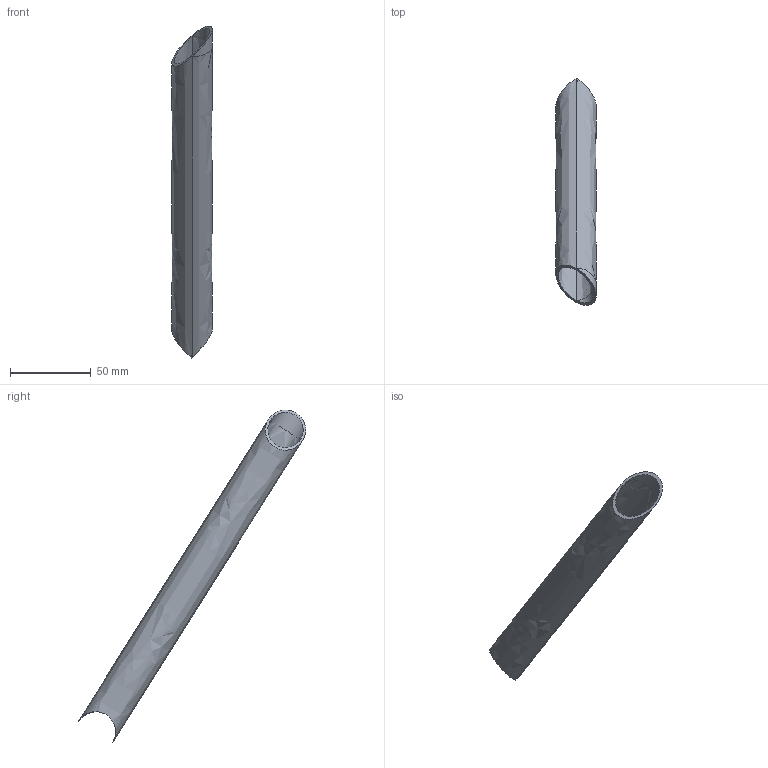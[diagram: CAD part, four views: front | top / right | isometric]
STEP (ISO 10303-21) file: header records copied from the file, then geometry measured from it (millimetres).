
FILE_DESCRIPTION(('CATIA V5 STEP Exchange'),'2;1');
FILE_NAME('12.stp','2018-12-01T17:20:37+00:00',('none'),('none'),'CATIA Version 5 Release 19 SP 2 (IN-10)','CATIA V5 STEP AP203','none');
FILE_SCHEMA(('CONFIG_CONTROL_DESIGN'));
Length unit declared in the file: millimetre
Products named in the file (1): Symmetry of Shape_725
Bounding box: 25 x 140.68 x 205.7 mm (x, y, z)
Volume: 23467.7 mm3; surface area: 31657.8 mm2
Topology: 1 solids, 1 shells, 15 faces, 38 edges, 24 vertices
Faces by surface type: bspline 8, cylinder 6, plane 1
Entity records: 936 total; most frequent: CARTESIAN_POINT 632, ORIENTED_EDGE 76, EDGE_CURVE 38, B_SPLINE_CURVE_WITH_KNOTS 24, VERTEX_POINT 24, DIRECTION 20, EDGE_LOOP 16, ADVANCED_FACE 15
